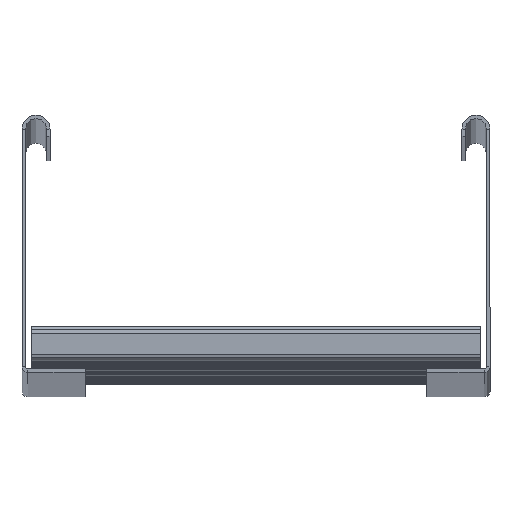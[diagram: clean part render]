
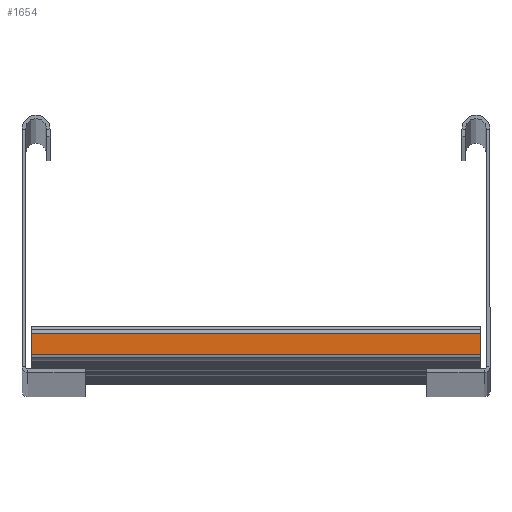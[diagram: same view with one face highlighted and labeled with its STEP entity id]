
A CAD part, top view. The second image highlights one B-rep face of the part: STEP entity #1654.
In plain terms, the highlighted face is planar.
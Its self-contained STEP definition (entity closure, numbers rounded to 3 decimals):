
#24 = VECTOR ( 'NONE', #896, 1000. ) ;
#61 = LINE ( 'NONE', #614, #920 ) ;
#338 = ORIENTED_EDGE ( 'NONE', *, *, #1703, .T. ) ;
#388 = DIRECTION ( 'NONE',  ( 1., 0., 0. ) ) ;
#413 = DIRECTION ( 'NONE',  ( 0., 1., 0. ) ) ;
#495 = CARTESIAN_POINT ( 'NONE',  ( -15., 12., 96. ) ) ;
#504 = FACE_OUTER_BOUND ( 'NONE', #1437, .T. ) ;
#510 = ORIENTED_EDGE ( 'NONE', *, *, #656, .T. ) ;
#514 = CARTESIAN_POINT ( 'NONE',  ( -15., 3., -96. ) ) ;
#606 = VERTEX_POINT ( 'NONE', #1148 ) ;
#613 = AXIS2_PLACEMENT_3D ( 'NONE', #514, #388, #1762 ) ;
#614 = CARTESIAN_POINT ( 'NONE',  ( -15., 3., -96. ) ) ;
#621 = VERTEX_POINT ( 'NONE', #1002 ) ;
#645 = VERTEX_POINT ( 'NONE', #1645 ) ;
#656 = EDGE_CURVE ( 'NONE', #621, #606, #61, .T. ) ;
#673 = CARTESIAN_POINT ( 'NONE',  ( -15., 3., -96. ) ) ;
#698 = ORIENTED_EDGE ( 'NONE', *, *, #1136, .F. ) ;
#778 = LINE ( 'NONE', #673, #24 ) ;
#783 = VERTEX_POINT ( 'NONE', #495 ) ;
#798 = CARTESIAN_POINT ( 'NONE',  ( -15., 12., -96. ) ) ;
#851 = PLANE ( 'NONE',  #613 ) ;
#896 = DIRECTION ( 'NONE',  ( 0., 1., 0. ) ) ;
#920 = VECTOR ( 'NONE', #1174, 1000. ) ;
#1002 = CARTESIAN_POINT ( 'NONE',  ( -15., 3., -96. ) ) ;
#1136 = EDGE_CURVE ( 'NONE', #621, #645, #778, .T. ) ;
#1148 = CARTESIAN_POINT ( 'NONE',  ( -15., 3., 96. ) ) ;
#1174 = DIRECTION ( 'NONE',  ( 0., 0., 1. ) ) ;
#1193 = VECTOR ( 'NONE', #1207, 1000. ) ;
#1207 = DIRECTION ( 'NONE',  ( 0., 0., 1. ) ) ;
#1330 = CARTESIAN_POINT ( 'NONE',  ( -15., 3., 96. ) ) ;
#1331 = LINE ( 'NONE', #1330, #1707 ) ;
#1368 = LINE ( 'NONE', #798, #1193 ) ;
#1437 = EDGE_LOOP ( 'NONE', ( #338, #1716, #698, #510 ) ) ;
#1567 = EDGE_CURVE ( 'NONE', #645, #783, #1368, .T. ) ;
#1645 = CARTESIAN_POINT ( 'NONE',  ( -15., 12., -96. ) ) ;
#1654 = ADVANCED_FACE ( 'NONE', ( #504 ), #851, .F. ) ;
#1703 = EDGE_CURVE ( 'NONE', #606, #783, #1331, .T. ) ;
#1707 = VECTOR ( 'NONE', #413, 1000. ) ;
#1716 = ORIENTED_EDGE ( 'NONE', *, *, #1567, .F. ) ;
#1762 = DIRECTION ( 'NONE',  ( 0., 0., -1. ) ) ;
